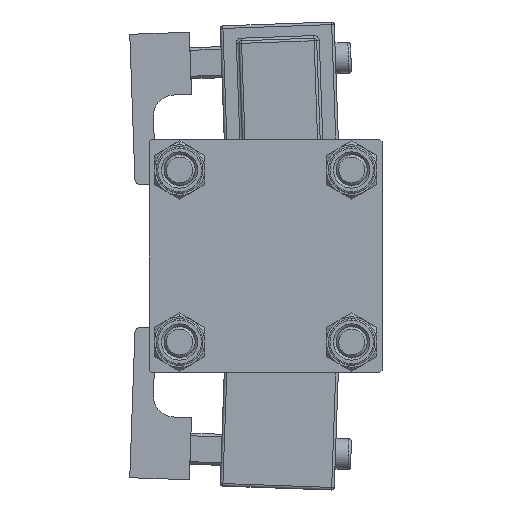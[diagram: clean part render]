
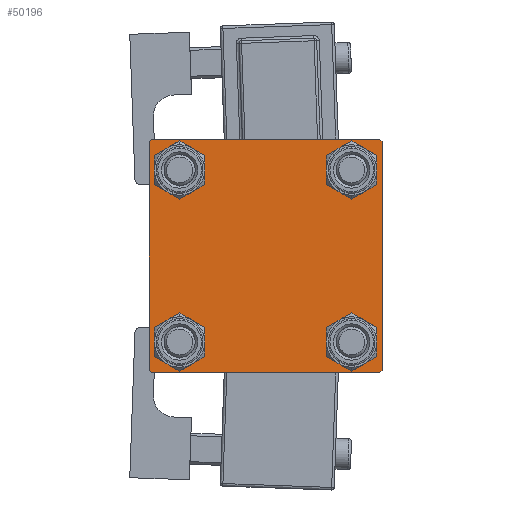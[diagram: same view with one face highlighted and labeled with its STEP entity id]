
A CAD part, left-side view. The second image highlights one B-rep face of the part: STEP entity #50196.
In plain terms, the highlighted planar face has unit normal (-1, 0, 0).
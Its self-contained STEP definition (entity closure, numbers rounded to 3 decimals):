
#20 = LINE ( 'NONE', #24501, #32342 ) ;
#562 = VERTEX_POINT ( 'NONE', #40697 ) ;
#909 = EDGE_CURVE ( 'NONE', #47704, #21806, #20, .T. ) ;
#1685 = DIRECTION ( 'NONE',  ( 1., 0., 0. ) ) ;
#1823 = CARTESIAN_POINT ( 'NONE',  ( 0., 22.25, 22.25 ) ) ;
#1989 = LINE ( 'NONE', #52530, #33049 ) ;
#2218 = DIRECTION ( 'NONE',  ( 0., 0., 1. ) ) ;
#3768 = CARTESIAN_POINT ( 'NONE',  ( 0., 22.5, 22.5 ) ) ;
#3816 = ORIENTED_EDGE ( 'NONE', *, *, #20428, .T. ) ;
#3834 = ORIENTED_EDGE ( 'NONE', *, *, #53140, .T. ) ;
#4099 = CARTESIAN_POINT ( 'NONE',  ( 0., 16.6, -13.1 ) ) ;
#4657 = CARTESIAN_POINT ( 'NONE',  ( 0., -22.5, -22. ) ) ;
#5158 = AXIS2_PLACEMENT_3D ( 'NONE', #39929, #22258, #52145 ) ;
#5277 = ORIENTED_EDGE ( 'NONE', *, *, #909, .T. ) ;
#5282 = DIRECTION ( 'NONE',  ( 0., 0., 1. ) ) ;
#5544 = CARTESIAN_POINT ( 'NONE',  ( 0., -22., 22.5 ) ) ;
#5702 = AXIS2_PLACEMENT_3D ( 'NONE', #24784, #16110, #41374 ) ;
#5830 = DIRECTION ( 'NONE',  ( 1., 0., 0. ) ) ;
#6211 = EDGE_LOOP ( 'NONE', ( #6535, #3834 ) ) ;
#6265 = EDGE_CURVE ( 'NONE', #15519, #27384, #41191, .T. ) ;
#6484 = ORIENTED_EDGE ( 'NONE', *, *, #46460, .T. ) ;
#6535 = ORIENTED_EDGE ( 'NONE', *, *, #26023, .T. ) ;
#7794 = VECTOR ( 'NONE', #34451, 1000. ) ;
#8172 = DIRECTION ( 'NONE',  ( 0., 0.707, 0.707 ) ) ;
#8382 = ORIENTED_EDGE ( 'NONE', *, *, #6265, .T. ) ;
#8517 = VERTEX_POINT ( 'NONE', #43159 ) ;
#8782 = ORIENTED_EDGE ( 'NONE', *, *, #21147, .T. ) ;
#8902 = PLANE ( 'NONE',  #11295 ) ;
#8937 = DIRECTION ( 'NONE',  ( 0., 0., 1. ) ) ;
#9088 = DIRECTION ( 'NONE',  ( 1., 0., 0. ) ) ;
#9454 = LINE ( 'NONE', #26017, #48442 ) ;
#9508 = VERTEX_POINT ( 'NONE', #19758 ) ;
#10752 = EDGE_CURVE ( 'NONE', #12400, #23311, #45109, .T. ) ;
#11295 = AXIS2_PLACEMENT_3D ( 'NONE', #17336, #21406, #13537 ) ;
#11951 = ORIENTED_EDGE ( 'NONE', *, *, #16265, .T. ) ;
#12400 = VERTEX_POINT ( 'NONE', #32674 ) ;
#13392 = CARTESIAN_POINT ( 'NONE',  ( 0., -16.6, -16.6 ) ) ;
#13468 = CARTESIAN_POINT ( 'NONE',  ( 0., 22.5, 22.5 ) ) ;
#13518 = ORIENTED_EDGE ( 'NONE', *, *, #44499, .T. ) ;
#13537 = DIRECTION ( 'NONE',  ( 0., 0., 1. ) ) ;
#13609 = CARTESIAN_POINT ( 'NONE',  ( 0., 16.6, -20.1 ) ) ;
#13795 = CIRCLE ( 'NONE', #49369, 3.5 ) ;
#14013 = LINE ( 'NONE', #13468, #21000 ) ;
#14146 = CARTESIAN_POINT ( 'NONE',  ( 0., -16.6, 13.1 ) ) ;
#14446 = ORIENTED_EDGE ( 'NONE', *, *, #38118, .T. ) ;
#14764 = CARTESIAN_POINT ( 'NONE',  ( 0., 22.5, -22.5 ) ) ;
#14971 = ORIENTED_EDGE ( 'NONE', *, *, #10752, .T. ) ;
#15519 = VERTEX_POINT ( 'NONE', #4099 ) ;
#16110 = DIRECTION ( 'NONE',  ( 1., 0., 0. ) ) ;
#16265 = EDGE_CURVE ( 'NONE', #562, #19003, #16320, .T. ) ;
#16320 = CIRCLE ( 'NONE', #45795, 3.5 ) ;
#16454 = CARTESIAN_POINT ( 'NONE',  ( 0., -16.6, -16.6 ) ) ;
#16549 = DIRECTION ( 'NONE',  ( 0., 0., -1. ) ) ;
#17336 = CARTESIAN_POINT ( 'NONE',  ( 0., 0., 0. ) ) ;
#17676 = EDGE_CURVE ( 'NONE', #23311, #33174, #9454, .T. ) ;
#17753 = AXIS2_PLACEMENT_3D ( 'NONE', #19788, #36376, #48070 ) ;
#18358 = DIRECTION ( 'NONE',  ( 0., -1., 0. ) ) ;
#19003 = VERTEX_POINT ( 'NONE', #21503 ) ;
#19758 = CARTESIAN_POINT ( 'NONE',  ( 0., 16.6, 20.1 ) ) ;
#19788 = CARTESIAN_POINT ( 'NONE',  ( 0., 16.6, -16.6 ) ) ;
#20428 = EDGE_CURVE ( 'NONE', #8517, #9508, #30358, .T. ) ;
#21000 = VECTOR ( 'NONE', #18358, 1000. ) ;
#21147 = EDGE_CURVE ( 'NONE', #21216, #24950, #47280, .T. ) ;
#21216 = VERTEX_POINT ( 'NONE', #36658 ) ;
#21406 = DIRECTION ( 'NONE',  ( -1., 0., 0. ) ) ;
#21503 = CARTESIAN_POINT ( 'NONE',  ( 0., -16.6, -20.1 ) ) ;
#21806 = VERTEX_POINT ( 'NONE', #5544 ) ;
#22258 = DIRECTION ( 'NONE',  ( 1., 0., 0. ) ) ;
#22381 = CARTESIAN_POINT ( 'NONE',  ( 0., 22., -22.5 ) ) ;
#22628 = CIRCLE ( 'NONE', #33052, 3.5 ) ;
#23072 = CARTESIAN_POINT ( 'NONE',  ( 0., -22.25, -22.25 ) ) ;
#23119 = ORIENTED_EDGE ( 'NONE', *, *, #17676, .T. ) ;
#23311 = VERTEX_POINT ( 'NONE', #28810 ) ;
#24501 = CARTESIAN_POINT ( 'NONE',  ( 0., -22.25, 22.25 ) ) ;
#24691 = ORIENTED_EDGE ( 'NONE', *, *, #48729, .T. ) ;
#24784 = CARTESIAN_POINT ( 'NONE',  ( 0., -16.6, 16.6 ) ) ;
#24950 = VERTEX_POINT ( 'NONE', #4657 ) ;
#26017 = CARTESIAN_POINT ( 'NONE',  ( 0., 22.25, -22.25 ) ) ;
#26023 = EDGE_CURVE ( 'NONE', #31015, #38444, #38489, .T. ) ;
#26056 = DIRECTION ( 'NONE',  ( 1., 0., 0. ) ) ;
#26889 = EDGE_CURVE ( 'NONE', #52059, #21806, #14013, .T. ) ;
#27079 = AXIS2_PLACEMENT_3D ( 'NONE', #47699, #5830, #38464 ) ;
#27384 = VERTEX_POINT ( 'NONE', #13609 ) ;
#28810 = CARTESIAN_POINT ( 'NONE',  ( 0., 22.5, -22. ) ) ;
#29759 = EDGE_LOOP ( 'NONE', ( #13518, #3816 ) ) ;
#29869 = CARTESIAN_POINT ( 'NONE',  ( 0., 16.6, 16.6 ) ) ;
#30358 = CIRCLE ( 'NONE', #5158, 3.5 ) ;
#30484 = ORIENTED_EDGE ( 'NONE', *, *, #26889, .F. ) ;
#31015 = VERTEX_POINT ( 'NONE', #42746 ) ;
#31769 = ORIENTED_EDGE ( 'NONE', *, *, #52953, .F. ) ;
#31880 = DIRECTION ( 'NONE',  ( 0., 0., -1. ) ) ;
#32094 = EDGE_CURVE ( 'NONE', #33174, #21216, #51706, .T. ) ;
#32342 = VECTOR ( 'NONE', #8172, 1000. ) ;
#32674 = CARTESIAN_POINT ( 'NONE',  ( 0., 22.5, 22. ) ) ;
#33049 = VECTOR ( 'NONE', #31880, 1000. ) ;
#33052 = AXIS2_PLACEMENT_3D ( 'NONE', #50671, #9088, #5282 ) ;
#33174 = VERTEX_POINT ( 'NONE', #22381 ) ;
#34386 = CIRCLE ( 'NONE', #5702, 3.5 ) ;
#34451 = DIRECTION ( 'NONE',  ( 0., 0.707, -0.707 ) ) ;
#36145 = VECTOR ( 'NONE', #16549, 1000. ) ;
#36376 = DIRECTION ( 'NONE',  ( 1., 0., 0. ) ) ;
#36658 = CARTESIAN_POINT ( 'NONE',  ( 0., -22., -22.5 ) ) ;
#38118 = EDGE_CURVE ( 'NONE', #19003, #562, #52621, .T. ) ;
#38273 = DIRECTION ( 'NONE',  ( 0., -0.707, -0.707 ) ) ;
#38444 = VERTEX_POINT ( 'NONE', #14146 ) ;
#38464 = DIRECTION ( 'NONE',  ( 0., 0., 1. ) ) ;
#38489 = CIRCLE ( 'NONE', #27079, 3.5 ) ;
#38547 = FACE_BOUND ( 'NONE', #44232, .T. ) ;
#38572 = CARTESIAN_POINT ( 'NONE',  ( 0., 22., 22.5 ) ) ;
#39488 = VECTOR ( 'NONE', #44365, 1000. ) ;
#39877 = EDGE_LOOP ( 'NONE', ( #8382, #24691 ) ) ;
#39929 = CARTESIAN_POINT ( 'NONE',  ( 0., 16.6, 16.6 ) ) ;
#40046 = EDGE_LOOP ( 'NONE', ( #14971, #23119, #43242, #8782, #31769, #5277, #30484, #6484 ) ) ;
#40697 = CARTESIAN_POINT ( 'NONE',  ( 0., -16.6, -13.1 ) ) ;
#41191 = CIRCLE ( 'NONE', #17753, 3.5 ) ;
#41374 = DIRECTION ( 'NONE',  ( 0., 0., 1. ) ) ;
#41799 = FACE_BOUND ( 'NONE', #29759, .T. ) ;
#42068 = FACE_BOUND ( 'NONE', #39877, .T. ) ;
#42746 = CARTESIAN_POINT ( 'NONE',  ( 0., -16.6, 20.1 ) ) ;
#43155 = LINE ( 'NONE', #1823, #7794 ) ;
#43159 = CARTESIAN_POINT ( 'NONE',  ( 0., 16.6, 13.1 ) ) ;
#43212 = DIRECTION ( 'NONE',  ( 0., -0.707, 0.707 ) ) ;
#43242 = ORIENTED_EDGE ( 'NONE', *, *, #32094, .T. ) ;
#44232 = EDGE_LOOP ( 'NONE', ( #11951, #14446 ) ) ;
#44297 = VECTOR ( 'NONE', #43212, 1000. ) ;
#44365 = DIRECTION ( 'NONE',  ( 0., -1., 0. ) ) ;
#44499 = EDGE_CURVE ( 'NONE', #9508, #8517, #13795, .T. ) ;
#45037 = CARTESIAN_POINT ( 'NONE',  ( 0., -22.5, 22. ) ) ;
#45109 = LINE ( 'NONE', #3768, #36145 ) ;
#45795 = AXIS2_PLACEMENT_3D ( 'NONE', #16454, #49349, #49608 ) ;
#46155 = FACE_OUTER_BOUND ( 'NONE', #40046, .T. ) ;
#46460 = EDGE_CURVE ( 'NONE', #52059, #12400, #43155, .T. ) ;
#47280 = LINE ( 'NONE', #23072, #44297 ) ;
#47397 = AXIS2_PLACEMENT_3D ( 'NONE', #13392, #1685, #2218 ) ;
#47699 = CARTESIAN_POINT ( 'NONE',  ( 0., -16.6, 16.6 ) ) ;
#47704 = VERTEX_POINT ( 'NONE', #45037 ) ;
#48070 = DIRECTION ( 'NONE',  ( 0., 0., 1. ) ) ;
#48442 = VECTOR ( 'NONE', #38273, 1000. ) ;
#48729 = EDGE_CURVE ( 'NONE', #27384, #15519, #22628, .T. ) ;
#49349 = DIRECTION ( 'NONE',  ( 1., 0., 0. ) ) ;
#49369 = AXIS2_PLACEMENT_3D ( 'NONE', #29869, #26056, #8937 ) ;
#49608 = DIRECTION ( 'NONE',  ( 0., 0., 1. ) ) ;
#50196 = ADVANCED_FACE ( 'NONE', ( #51030, #38547, #42068, #41799, #46155 ), #8902, .T. ) ;
#50671 = CARTESIAN_POINT ( 'NONE',  ( 0., 16.6, -16.6 ) ) ;
#51030 = FACE_BOUND ( 'NONE', #6211, .T. ) ;
#51706 = LINE ( 'NONE', #14764, #39488 ) ;
#52059 = VERTEX_POINT ( 'NONE', #38572 ) ;
#52145 = DIRECTION ( 'NONE',  ( 0., 0., 1. ) ) ;
#52530 = CARTESIAN_POINT ( 'NONE',  ( 0., -22.5, 22.5 ) ) ;
#52621 = CIRCLE ( 'NONE', #47397, 3.5 ) ;
#52953 = EDGE_CURVE ( 'NONE', #47704, #24950, #1989, .T. ) ;
#53140 = EDGE_CURVE ( 'NONE', #38444, #31015, #34386, .T. ) ;
